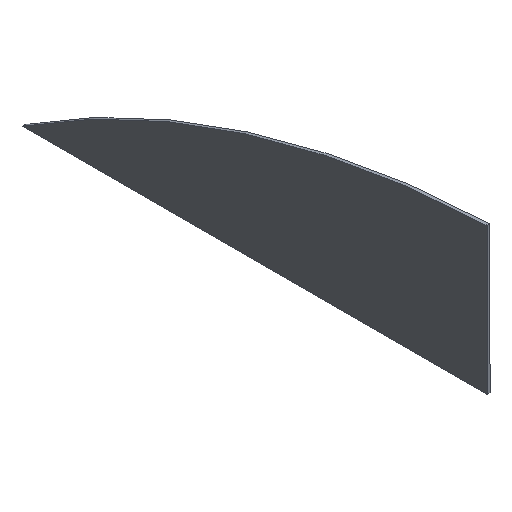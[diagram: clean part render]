
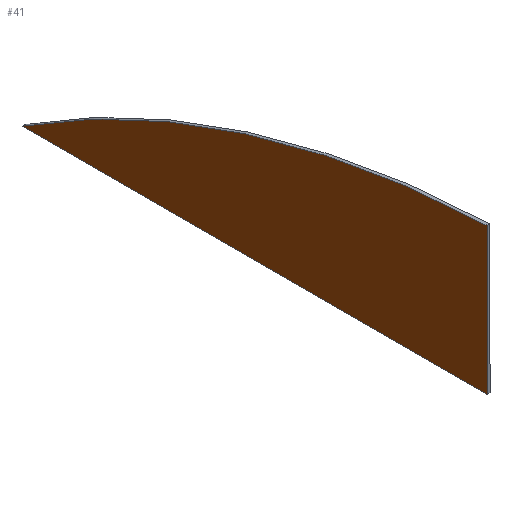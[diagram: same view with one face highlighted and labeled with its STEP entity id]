
A CAD part, isometric view. The second image highlights one B-rep face of the part: STEP entity #41.
In plain terms, the highlighted planar face has unit normal (-1, 0, 0).
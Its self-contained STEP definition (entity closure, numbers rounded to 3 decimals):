
#35=CIRCLE('',#106,50.);
#41=ADVANCED_FACE('',(#50),#45,.F.);
#45=PLANE('',#110);
#50=FACE_OUTER_BOUND('',#55,.T.);
#55=EDGE_LOOP('',(#71,#72,#73));
#71=ORIENTED_EDGE('',*,*,#80,.F.);
#72=ORIENTED_EDGE('',*,*,#87,.F.);
#73=ORIENTED_EDGE('',*,*,#84,.F.);
#74=VERTEX_POINT('',#136);
#75=VERTEX_POINT('',#137);
#78=VERTEX_POINT('',#145);
#80=EDGE_CURVE('',#74,#75,#89,.T.);
#84=EDGE_CURVE('',#75,#78,#93,.T.);
#87=EDGE_CURVE('',#78,#74,#35,.T.);
#89=LINE('',#135,#96);
#93=LINE('',#144,#100);
#96=VECTOR('',#113,1.);
#100=VECTOR('',#119,1.);
#106=AXIS2_PLACEMENT_3D('',#150,#124,#125);
#110=AXIS2_PLACEMENT_3D('',#154,#132,#133);
#113=DIRECTION('',(0.,0.,-1.));
#119=DIRECTION('',(0.,1.,0.));
#124=DIRECTION('',(1.,0.,0.));
#125=DIRECTION('',(0.,1.,0.));
#132=DIRECTION('',(1.,0.,0.));
#133=DIRECTION('',(0.,0.,-1.));
#135=CARTESIAN_POINT('',(0.,0.,8.));
#136=CARTESIAN_POINT('',(0.,0.,8.));
#137=CARTESIAN_POINT('',(0.,0.,0.));
#144=CARTESIAN_POINT('',(0.,0.,0.));
#145=CARTESIAN_POINT('',(0.,25.4,0.));
#150=CARTESIAN_POINT('',(0.,-1.778,-41.968));
#154=CARTESIAN_POINT('',(0.,-1.778,-41.968));
